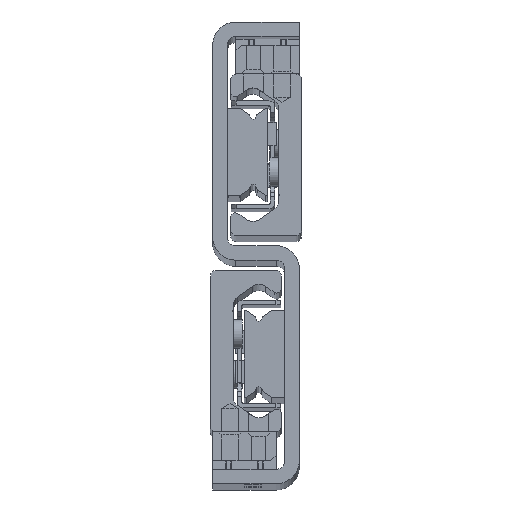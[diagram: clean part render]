
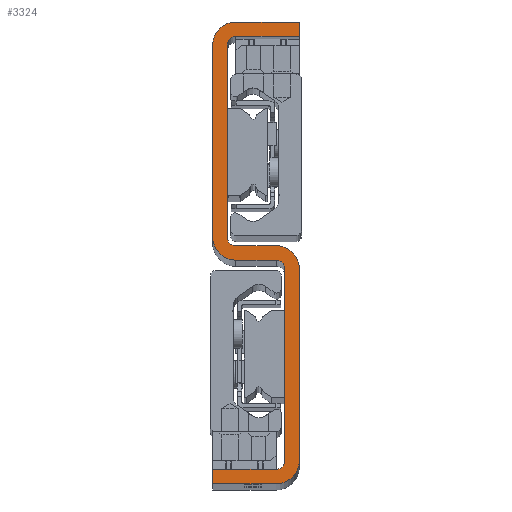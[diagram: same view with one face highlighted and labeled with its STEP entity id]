
A CAD part, top view. The second image highlights one B-rep face of the part: STEP entity #3324.
In plain terms, the highlighted planar face has unit normal (0, 0, 1).
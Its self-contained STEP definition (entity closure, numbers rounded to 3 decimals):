
#2434=CARTESIAN_POINT('',(15.0,80.0,610.0));
#2435=VERTEX_POINT('',#2434);
#2436=CARTESIAN_POINT('',(15.0,77.5,610.0));
#2437=VERTEX_POINT('',#2436);
#2438=CARTESIAN_POINT('',(15.0,80.0,610.0));
#2439=DIRECTION('',(0.0,-1.0,0.0));
#2440=VECTOR('',#2439,2.5);
#2441=LINE('',#2438,#2440);
#2442=EDGE_CURVE('',#2435,#2437,#2441,.T.);
#2474=CARTESIAN_POINT('',(4.,77.5,610.0));
#2475=VERTEX_POINT('',#2474);
#2476=CARTESIAN_POINT('',(15.0,77.5,610.0));
#2477=DIRECTION('',(-1.0,0.0,0.0));
#2478=VECTOR('',#2477,11.);
#2479=LINE('',#2476,#2478);
#2480=EDGE_CURVE('',#2437,#2475,#2479,.T.);
#2532=CARTESIAN_POINT('',(2.5,76.0,610.0));
#2533=VERTEX_POINT('',#2532);
#2534=CARTESIAN_POINT('',(4.,76.0,610.0));
#2535=DIRECTION('',(0.0,0.0,1.0));
#2536=DIRECTION('',(0.0,-1.0,0.0));
#2537=AXIS2_PLACEMENT_3D('',#2534,#2535,#2536);
#2538=CIRCLE('',#2537,1.5);
#2539=EDGE_CURVE('',#2475,#2533,#2538,.T.);
#2565=CARTESIAN_POINT('',(2.5,42.75,610.0));
#2566=VERTEX_POINT('',#2565);
#2567=CARTESIAN_POINT('',(2.5,76.0,610.0));
#2568=DIRECTION('',(0.0,-1.0,0.0));
#2569=VECTOR('',#2568,33.25);
#2570=LINE('',#2567,#2569);
#2571=EDGE_CURVE('',#2533,#2566,#2570,.T.);
#2620=CARTESIAN_POINT('',(4.,41.25,610.0));
#2621=VERTEX_POINT('',#2620);
#2622=CARTESIAN_POINT('',(4.,42.75,610.0));
#2623=DIRECTION('',(0.0,0.0,1.0));
#2624=DIRECTION('',(1.0,0.0,0.0));
#2625=AXIS2_PLACEMENT_3D('',#2622,#2623,#2624);
#2626=CIRCLE('',#2625,1.5);
#2627=EDGE_CURVE('',#2566,#2621,#2626,.T.);
#2653=CARTESIAN_POINT('',(11.,41.25,610.0));
#2654=VERTEX_POINT('',#2653);
#2655=CARTESIAN_POINT('',(4.,41.25,610.0));
#2656=DIRECTION('',(1.0,0.0,0.0));
#2657=VECTOR('',#2656,7.);
#2658=LINE('',#2655,#2657);
#2659=EDGE_CURVE('',#2621,#2654,#2658,.T.);
#2684=CARTESIAN_POINT('',(15.,37.25,610.0));
#2685=VERTEX_POINT('',#2684);
#2686=CARTESIAN_POINT('',(11.,37.25,610.0));
#2687=DIRECTION('',(0.0,0.0,-1.0));
#2688=DIRECTION('',(1.0,0.0,0.0));
#2689=AXIS2_PLACEMENT_3D('',#2686,#2687,#2688);
#2690=CIRCLE('',#2689,4.0);
#2691=EDGE_CURVE('',#2654,#2685,#2690,.T.);
#2717=CARTESIAN_POINT('',(15.,4.,610.0));
#2718=VERTEX_POINT('',#2717);
#2719=CARTESIAN_POINT('',(15.,37.25,610.0));
#2720=DIRECTION('',(0.0,-1.0,0.0));
#2721=VECTOR('',#2720,33.25);
#2722=LINE('',#2719,#2721);
#2723=EDGE_CURVE('',#2685,#2718,#2722,.T.);
#2772=CARTESIAN_POINT('',(11.0,0.,610.0));
#2773=VERTEX_POINT('',#2772);
#2774=CARTESIAN_POINT('',(11.,4.,610.0));
#2775=DIRECTION('',(0.0,0.0,-1.0));
#2776=DIRECTION('',(0.,-1.,0.0));
#2777=AXIS2_PLACEMENT_3D('',#2774,#2775,#2776);
#2778=CIRCLE('',#2777,4.);
#2779=EDGE_CURVE('',#2718,#2773,#2778,.T.);
#2805=CARTESIAN_POINT('',(0.0,0.0,610.0));
#2806=VERTEX_POINT('',#2805);
#2807=CARTESIAN_POINT('',(11.0,0.,610.0));
#2808=DIRECTION('',(-1.0,0.0,0.0));
#2809=VECTOR('',#2808,11.0);
#2810=LINE('',#2807,#2809);
#2811=EDGE_CURVE('',#2773,#2806,#2810,.T.);
#2863=CARTESIAN_POINT('',(0.0,2.5,610.0));
#2864=VERTEX_POINT('',#2863);
#2865=CARTESIAN_POINT('',(0.0,0.0,610.0));
#2866=DIRECTION('',(0.0,1.0,0.0));
#2867=VECTOR('',#2866,2.5);
#2868=LINE('',#2865,#2867);
#2869=EDGE_CURVE('',#2806,#2864,#2868,.T.);
#2894=CARTESIAN_POINT('',(11.,2.5,610.0));
#2895=VERTEX_POINT('',#2894);
#2896=CARTESIAN_POINT('',(0.0,2.5,610.0));
#2897=DIRECTION('',(1.0,0.0,0.0));
#2898=VECTOR('',#2897,11.);
#2899=LINE('',#2896,#2898);
#2900=EDGE_CURVE('',#2864,#2895,#2899,.T.);
#2952=CARTESIAN_POINT('',(12.5,4.0,610.0));
#2953=VERTEX_POINT('',#2952);
#2954=CARTESIAN_POINT('',(11.,4.0,610.0));
#2955=DIRECTION('',(0.0,0.0,1.0));
#2956=DIRECTION('',(0.0,1.0,0.0));
#2957=AXIS2_PLACEMENT_3D('',#2954,#2955,#2956);
#2958=CIRCLE('',#2957,1.5);
#2959=EDGE_CURVE('',#2895,#2953,#2958,.T.);
#2985=CARTESIAN_POINT('',(12.5,37.25,610.0));
#2986=VERTEX_POINT('',#2985);
#2987=CARTESIAN_POINT('',(12.5,4.0,610.0));
#2988=DIRECTION('',(0.0,1.0,0.0));
#2989=VECTOR('',#2988,33.25);
#2990=LINE('',#2987,#2989);
#2991=EDGE_CURVE('',#2953,#2986,#2990,.T.);
#3040=CARTESIAN_POINT('',(11.,38.75,610.0));
#3041=VERTEX_POINT('',#3040);
#3042=CARTESIAN_POINT('',(11.,37.25,610.0));
#3043=DIRECTION('',(0.0,0.0,1.0));
#3044=DIRECTION('',(-1.0,0.0,0.0));
#3045=AXIS2_PLACEMENT_3D('',#3042,#3043,#3044);
#3046=CIRCLE('',#3045,1.5);
#3047=EDGE_CURVE('',#2986,#3041,#3046,.T.);
#3073=CARTESIAN_POINT('',(4.,38.75,610.0));
#3074=VERTEX_POINT('',#3073);
#3075=CARTESIAN_POINT('',(11.,38.75,610.0));
#3076=DIRECTION('',(-1.0,0.0,0.0));
#3077=VECTOR('',#3076,7.);
#3078=LINE('',#3075,#3077);
#3079=EDGE_CURVE('',#3041,#3074,#3078,.T.);
#3104=CARTESIAN_POINT('',(0.0,42.75,610.0));
#3105=VERTEX_POINT('',#3104);
#3106=CARTESIAN_POINT('',(4.,42.75,610.0));
#3107=DIRECTION('',(0.0,0.0,-1.0));
#3108=DIRECTION('',(-1.0,0.0,0.0));
#3109=AXIS2_PLACEMENT_3D('',#3106,#3107,#3108);
#3110=CIRCLE('',#3109,4.);
#3111=EDGE_CURVE('',#3074,#3105,#3110,.T.);
#3137=CARTESIAN_POINT('',(0.0,76.0,610.0));
#3138=VERTEX_POINT('',#3137);
#3139=CARTESIAN_POINT('',(0.0,42.75,610.0));
#3140=DIRECTION('',(0.0,1.0,0.0));
#3141=VECTOR('',#3140,33.25);
#3142=LINE('',#3139,#3141);
#3143=EDGE_CURVE('',#3105,#3138,#3142,.T.);
#3192=CARTESIAN_POINT('',(4.,80.0,610.0));
#3193=VERTEX_POINT('',#3192);
#3194=CARTESIAN_POINT('',(4.,76.0,610.0));
#3195=DIRECTION('',(0.0,0.0,-1.0));
#3196=DIRECTION('',(0.0,1.0,0.0));
#3197=AXIS2_PLACEMENT_3D('',#3194,#3195,#3196);
#3198=CIRCLE('',#3197,4.0);
#3199=EDGE_CURVE('',#3138,#3193,#3198,.T.);
#3225=CARTESIAN_POINT('',(4.,80.0,610.0));
#3226=DIRECTION('',(1.0,0.0,0.0));
#3227=VECTOR('',#3226,11.);
#3228=LINE('',#3225,#3227);
#3229=EDGE_CURVE('',#3193,#2435,#3228,.T.);
#3297=CARTESIAN_POINT('',(7.5,40.,610.0));
#3298=DIRECTION('',(0.0,0.0,1.0));
#3299=DIRECTION('',(1.0,0.0,0.0));
#3300=AXIS2_PLACEMENT_3D('',#3297,#3298,#3299);
#3301=PLANE('',#3300);
#3302=ORIENTED_EDGE('',*,*,#2442,.F.);
#3303=ORIENTED_EDGE('',*,*,#3229,.F.);
#3304=ORIENTED_EDGE('',*,*,#3199,.F.);
#3305=ORIENTED_EDGE('',*,*,#3143,.F.);
#3306=ORIENTED_EDGE('',*,*,#3111,.F.);
#3307=ORIENTED_EDGE('',*,*,#3079,.F.);
#3308=ORIENTED_EDGE('',*,*,#3047,.F.);
#3309=ORIENTED_EDGE('',*,*,#2991,.F.);
#3310=ORIENTED_EDGE('',*,*,#2959,.F.);
#3311=ORIENTED_EDGE('',*,*,#2900,.F.);
#3312=ORIENTED_EDGE('',*,*,#2869,.F.);
#3313=ORIENTED_EDGE('',*,*,#2811,.F.);
#3314=ORIENTED_EDGE('',*,*,#2779,.F.);
#3315=ORIENTED_EDGE('',*,*,#2723,.F.);
#3316=ORIENTED_EDGE('',*,*,#2691,.F.);
#3317=ORIENTED_EDGE('',*,*,#2659,.F.);
#3318=ORIENTED_EDGE('',*,*,#2627,.F.);
#3319=ORIENTED_EDGE('',*,*,#2571,.F.);
#3320=ORIENTED_EDGE('',*,*,#2539,.F.);
#3321=ORIENTED_EDGE('',*,*,#2480,.F.);
#3322=EDGE_LOOP('',(#3302,#3303,#3304,#3305,#3306,#3307,#3308,#3309,#3310,#3311,#3312,#3313,#3314,#3315,#3316,#3317,#3318,#3319,#3320,#3321));
#3323=FACE_OUTER_BOUND('',#3322,.T.);
#3324=ADVANCED_FACE('',(#3323),#3301,.T.);
